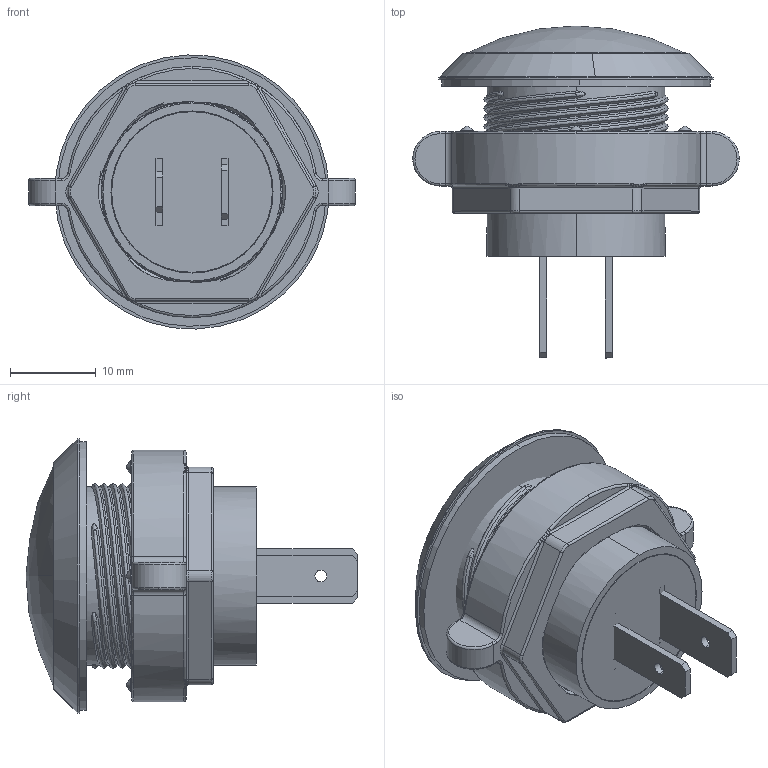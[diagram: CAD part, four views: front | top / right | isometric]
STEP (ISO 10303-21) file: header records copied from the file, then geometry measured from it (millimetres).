
FILE_DESCRIPTION (( 'STEP AP203' ), '1' );
FILE_NAME ('CNX 722 X X00 XX X.STEP', '2017-02-14T23:48:04', ( '' ), ( '' ), 'SwSTEP 2.0', 'SolidWorks 2016', '' );
FILE_SCHEMA (( 'CONFIG_CONTROL_DESIGN' ));
Length unit declared in the file: inch
Products named in the file (14): z_emptypart_Shrink tube; CLS 722 Rev000; 7XX POTTING; 722 SL Rev000; 20-1004 Terminal .250 W_.187 wide; BZL 722 X Rev000; 20-1003 Terminal .187 W_.187 wide; RTN 722 Rev000_No Logo; CNX 722 X X00 XX X; PCB 722FV; 10-1052 CCR SOD 123; LED 3528; PCA-722FV-X; 722 XXX Rev000_green
Assembly tree (12 placements, depth 3):
  z_emptypart_Shrink tube
  CNX 722 X X00 XX X
    722 XXX Rev000_green
    CLS 722 Rev000
    722 SL Rev000
    BZL 722 X Rev000
    RTN 722 Rev000_No Logo
    PCA-722FV-X
      PCB 722FV
      10-1052 CCR SOD 123
      LED 3528
    7XX POTTING
    20-1004 Terminal .250 W_.187 wide
    20-1003 Terminal .187 W_.187 wide
Bounding box: 38.1 x 38.73 x 31.99 mm (x, y, z)
Volume: 8520.5 mm3; surface area: 11046.6 mm2
Topology: 11 solids, 11 shells, 686 faces, 1717 edges, 1097 vertices
Faces by surface type: plane 301, cylinder 152, bspline 119, torus 70, cone 40, sphere 4
Entity records: 32139 total; most frequent: CARTESIAN_POINT 15131, ORIENTED_EDGE 3434, DIRECTION 2946, EDGE_CURVE 1717, VERTEX_POINT 1097, AXIS2_PLACEMENT_3D 1010, VECTOR 926, LINE 926
